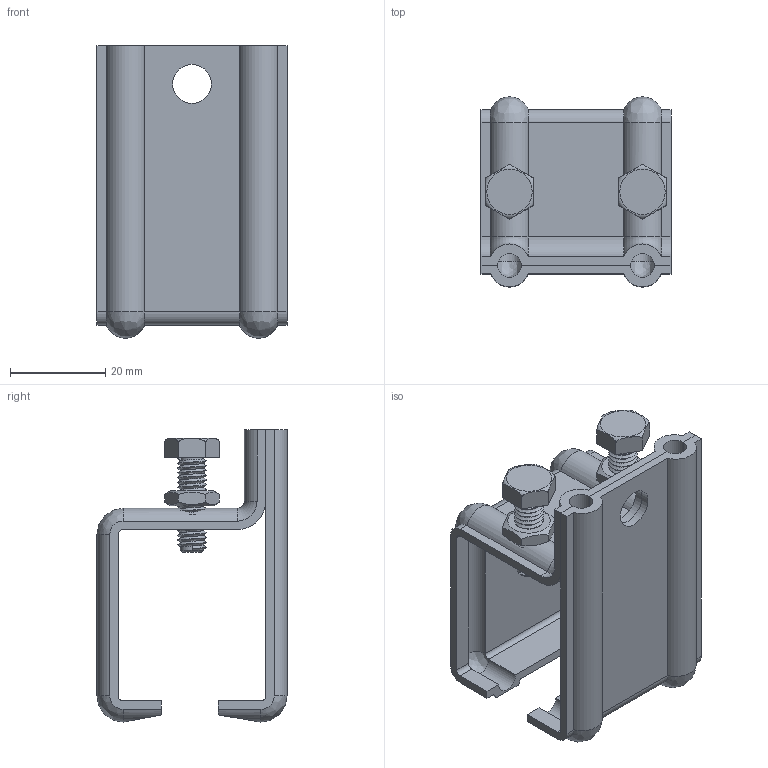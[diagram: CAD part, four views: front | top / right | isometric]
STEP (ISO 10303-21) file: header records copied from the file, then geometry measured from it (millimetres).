
FILE_DESCRIPTION((''),'2;1');
FILE_NAME('3631M.stp','2011-03-15T16:44:43',('Didierr'),(''),'Autodesk Inventor 2011','Autodesk Inventor 2011','');
FILE_SCHEMA(('AUTOMOTIVE_DESIGN { 1 0 10303 214 1 1 1 1 }'));
Length unit declared in the file: millimetre
Products named in the file (7): 3631M; 15585; 15248; ISO 4035  (Taraudage usuel) M6; VIS TH M6x20; vis TH M6x20 helicoidal; vis TH M6x20 corps
Assembly tree (8 placements, depth 3):
  3631M
    15585
    15248
    ISO 4035  (Taraudage usuel) M6  x2
    VIS TH M6x20  x2
      vis TH M6x20 helicoidal
      vis TH M6x20 corps
Bounding box: 40 x 40 x 61.5 mm (x, y, z)
Volume: 15565 mm3; surface area: 18929.3 mm2
Topology: 8 solids, 8 shells, 194 faces, 436 edges, 264 vertices
Faces by surface type: plane 90, cylinder 68, bspline 16, cone 14, torus 6
Full cylindrical faces by diameter (mm): 3.1 x6, 4.917 x4, 5 x2, 8.2 x2
Entity records: 7137 total; most frequent: CARTESIAN_POINT 3356, DIRECTION 794, ORIENTED_EDGE 694, EDGE_CURVE 347, AXIS2_PLACEMENT_3D 307, VERTEX_POINT 220, EDGE_LOOP 205, VECTOR 180
